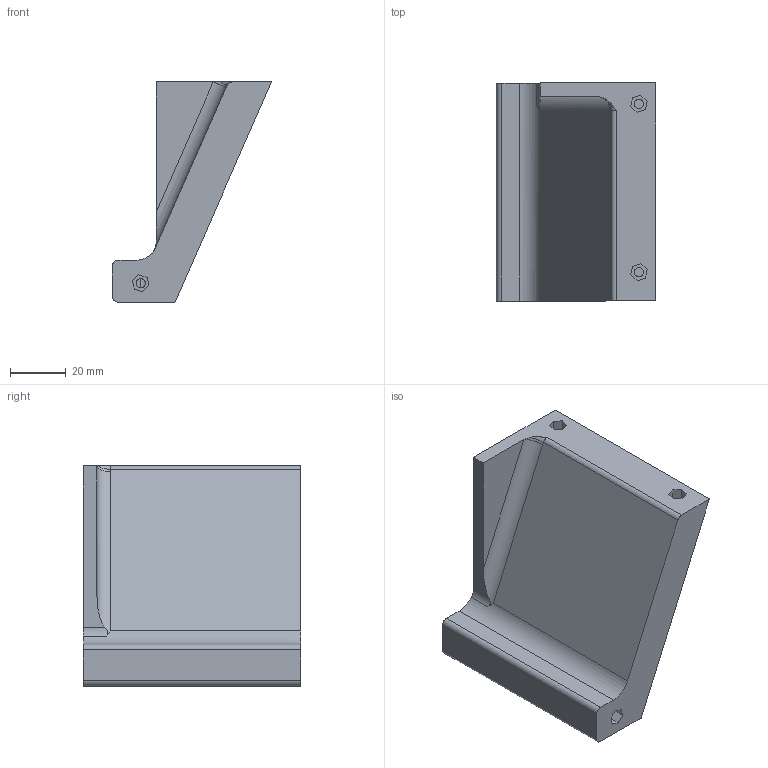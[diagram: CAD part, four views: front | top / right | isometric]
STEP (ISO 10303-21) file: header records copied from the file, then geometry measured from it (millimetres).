
FILE_DESCRIPTION(/* description */ (''),/* implementation_level */ '2;1');
FILE_NAME(/* name */ '',/* time_stamp */ '2026-01-14T15:43:35+03:00',/* author */ ('Phantom'),/* organization */ (''),/* preprocessor_version */ 'ST-DEVELOPER v20.1',/* originating_system */ 'Autodesk Inventor 2026',/* authorisation */ '');
FILE_SCHEMA (('AUTOMOTIVE_DESIGN { 1 0 10303 214 3 1 1 }'));
Length unit declared in the file: millimetre
Products named in the file (1): ТРЕУГОЛЬНИК блин
Bounding box: 57.21 x 78.25 x 79 mm (x, y, z)
Volume: 111437 mm3; surface area: 22172.5 mm2
Topology: 1 solids, 1 shells, 77 faces, 193 edges, 133 vertices
Faces by surface type: plane 60, cylinder 16, torus 1
Full cylindrical faces by diameter (mm): 3.3 x6
Entity records: 2419 total; most frequent: CARTESIAN_POINT 480, DIRECTION 383, ORIENTED_EDGE 382, EDGE_CURVE 191, LINE 151, VECTOR 151, VERTEX_POINT 125, AXIS2_PLACEMENT_3D 116
